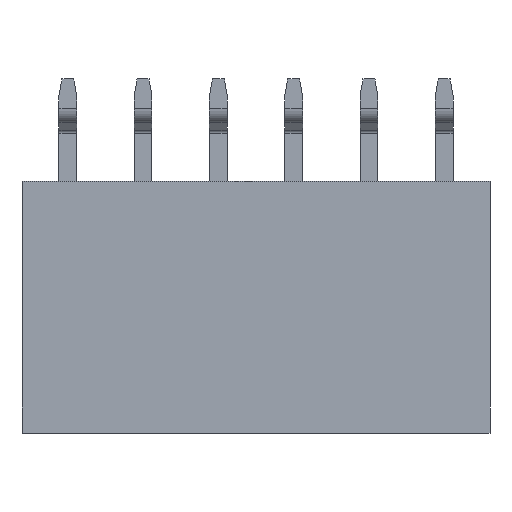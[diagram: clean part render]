
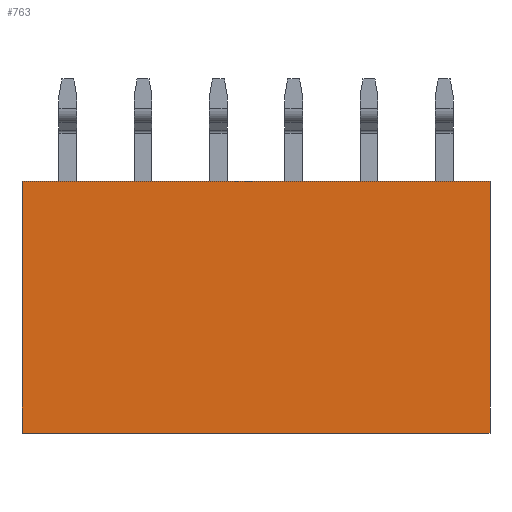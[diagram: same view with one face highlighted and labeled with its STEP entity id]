
A CAD part, front view. The second image highlights one B-rep face of the part: STEP entity #763.
In plain terms, the highlighted planar face has unit normal (0, -1, 0).
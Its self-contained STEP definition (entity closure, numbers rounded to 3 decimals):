
#21 = LINE ( 'NONE', #1145, #1101 ) ;
#27 = EDGE_CURVE ( 'NONE', #1754, #1078, #21, .T. ) ;
#44 = AXIS2_PLACEMENT_3D ( 'NONE', #221, #1355, #390 ) ;
#110 = ORIENTED_EDGE ( 'NONE', *, *, #856, .F. ) ;
#178 = LINE ( 'NONE', #1412, #507 ) ;
#221 = CARTESIAN_POINT ( 'NONE',  ( 0., 0., 0. ) ) ;
#273 = CARTESIAN_POINT ( 'NONE',  ( 7.895, 0., 2.275 ) ) ;
#390 = DIRECTION ( 'NONE',  ( 0., 0., 1. ) ) ;
#407 = DIRECTION ( 'NONE',  ( 0., 0., -1. ) ) ;
#426 = CARTESIAN_POINT ( 'NONE',  ( 7.895, 0., -6.225 ) ) ;
#465 = CARTESIAN_POINT ( 'NONE',  ( -7.895, 0., 2.275 ) ) ;
#503 = ORIENTED_EDGE ( 'NONE', *, *, #859, .F. ) ;
#507 = VECTOR ( 'NONE', #1566, 1000. ) ;
#652 = FACE_OUTER_BOUND ( 'NONE', #666, .T. ) ;
#666 = EDGE_LOOP ( 'NONE', ( #503, #1747, #909, #110 ) ) ;
#763 = ADVANCED_FACE ( 'NONE', ( #652 ), #1201, .F. ) ;
#791 = CARTESIAN_POINT ( 'NONE',  ( 7.895, 0., -6.225 ) ) ;
#856 = EDGE_CURVE ( 'NONE', #1584, #1754, #1663, .T. ) ;
#859 = EDGE_CURVE ( 'NONE', #942, #1584, #969, .T. ) ;
#909 = ORIENTED_EDGE ( 'NONE', *, *, #27, .F. ) ;
#942 = VERTEX_POINT ( 'NONE', #273 ) ;
#969 = LINE ( 'NONE', #1650, #1369 ) ;
#1019 = DIRECTION ( 'NONE',  ( 0., 0., 1. ) ) ;
#1054 = EDGE_CURVE ( 'NONE', #1078, #942, #178, .T. ) ;
#1078 = VERTEX_POINT ( 'NONE', #465 ) ;
#1083 = VECTOR ( 'NONE', #1238, 1000. ) ;
#1101 = VECTOR ( 'NONE', #1019, 1000. ) ;
#1145 = CARTESIAN_POINT ( 'NONE',  ( -7.895, 0., -6.225 ) ) ;
#1201 = PLANE ( 'NONE',  #44 ) ;
#1238 = DIRECTION ( 'NONE',  ( -1., 0., 0. ) ) ;
#1280 = CARTESIAN_POINT ( 'NONE',  ( -7.895, 0., -6.225 ) ) ;
#1355 = DIRECTION ( 'NONE',  ( 0., 1., 0. ) ) ;
#1369 = VECTOR ( 'NONE', #407, 1000. ) ;
#1412 = CARTESIAN_POINT ( 'NONE',  ( -7.895, 0., 2.275 ) ) ;
#1566 = DIRECTION ( 'NONE',  ( 1., 0., 0. ) ) ;
#1584 = VERTEX_POINT ( 'NONE', #791 ) ;
#1650 = CARTESIAN_POINT ( 'NONE',  ( 7.895, 0., 2.275 ) ) ;
#1663 = LINE ( 'NONE', #426, #1083 ) ;
#1747 = ORIENTED_EDGE ( 'NONE', *, *, #1054, .F. ) ;
#1754 = VERTEX_POINT ( 'NONE', #1280 ) ;
